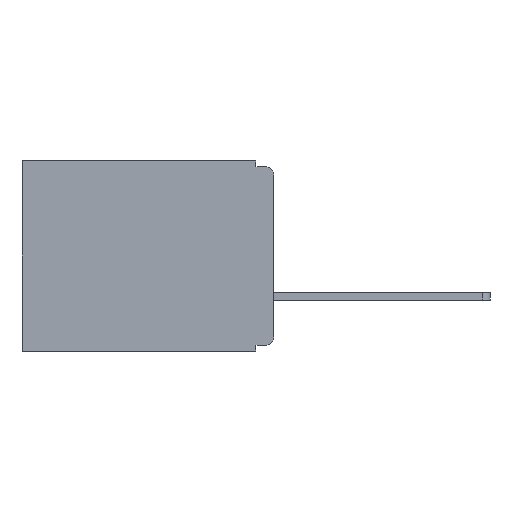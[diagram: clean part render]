
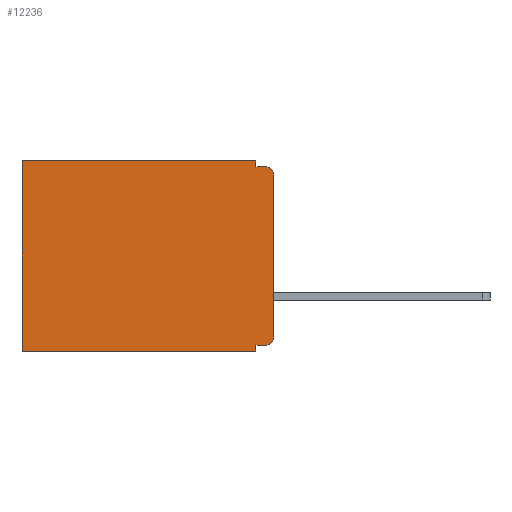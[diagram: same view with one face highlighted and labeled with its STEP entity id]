
A CAD part, left-side view. The second image highlights one B-rep face of the part: STEP entity #12236.
In plain terms, the highlighted planar face has unit normal (-1, 0, 0).
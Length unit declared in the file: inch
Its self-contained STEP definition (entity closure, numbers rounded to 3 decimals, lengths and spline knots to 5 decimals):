
#738 = EDGE_CURVE ( 'NONE', #8004, #21560, #806, .T. ) ;
#751 = VECTOR ( 'NONE', #27093, 39.37008 ) ;
#806 = LINE ( 'NONE', #24260, #20787 ) ;
#1438 = CARTESIAN_POINT ( 'NONE',  ( 0.3, 0., -0.33 ) ) ;
#2578 = VECTOR ( 'NONE', #22544, 39.37008 ) ;
#2865 = VERTEX_POINT ( 'NONE', #33486 ) ;
#3552 = EDGE_CURVE ( 'NONE', #18496, #20119, #14476, .T. ) ;
#3669 = CARTESIAN_POINT ( 'NONE',  ( 0.3, 0.437, 0. ) ) ;
#4244 = DIRECTION ( 'NONE',  ( 0., 0., -1. ) ) ;
#4408 = CARTESIAN_POINT ( 'NONE',  ( 0.3, 0., 0. ) ) ;
#4476 = DIRECTION ( 'NONE',  ( 0., 1., 0. ) ) ;
#5171 = AXIS2_PLACEMENT_3D ( 'NONE', #12531, #12577, #12526 ) ;
#5180 = EDGE_CURVE ( 'NONE', #22801, #21560, #25275, .T. ) ;
#5410 = CARTESIAN_POINT ( 'NONE',  ( 0.3, 0.031, -0.32 ) ) ;
#5568 = DIRECTION ( 'NONE',  ( 0., 1., 0. ) ) ;
#5612 = CARTESIAN_POINT ( 'NONE',  ( 0.3, 0.015, -0.025 ) ) ;
#5829 = VERTEX_POINT ( 'NONE', #29832 ) ;
#7105 = AXIS2_PLACEMENT_3D ( 'NONE', #5612, #23681, #8209 ) ;
#7321 = CARTESIAN_POINT ( 'NONE',  ( 0.3, 0., -0.01 ) ) ;
#7732 = VERTEX_POINT ( 'NONE', #5410 ) ;
#8004 = VERTEX_POINT ( 'NONE', #27046 ) ;
#8209 = DIRECTION ( 'NONE',  ( 0., 0., -1. ) ) ;
#8213 = VECTOR ( 'NONE', #17698, 39.37008 ) ;
#8671 = VECTOR ( 'NONE', #28063, 39.37008 ) ;
#9080 = CARTESIAN_POINT ( 'NONE',  ( 0.3, 0.031, 0. ) ) ;
#9578 = LINE ( 'NONE', #4408, #2578 ) ;
#9805 = LINE ( 'NONE', #17941, #29490 ) ;
#10079 = LINE ( 'NONE', #13254, #16128 ) ;
#10152 = EDGE_CURVE ( 'NONE', #5829, #22801, #9578, .T. ) ;
#10222 = CIRCLE ( 'NONE', #7105, 0.015 ) ;
#11985 = PLANE ( 'NONE',  #21741 ) ;
#12236 = ADVANCED_FACE ( 'NONE', ( #30711 ), #11985, .F. ) ;
#12526 = DIRECTION ( 'NONE',  ( 0., 0., -1. ) ) ;
#12531 = CARTESIAN_POINT ( 'NONE',  ( 0.3, 0.015, -0.305 ) ) ;
#12577 = DIRECTION ( 'NONE',  ( -1., 0., 0. ) ) ;
#12584 = CARTESIAN_POINT ( 'NONE',  ( 0.3, 0.031, -0.01 ) ) ;
#13051 = LINE ( 'NONE', #9080, #751 ) ;
#13254 = CARTESIAN_POINT ( 'NONE',  ( 0.3, 0., -0.32 ) ) ;
#14476 = CIRCLE ( 'NONE', #5171, 0.015 ) ;
#14656 = ORIENTED_EDGE ( 'NONE', *, *, #17926, .F. ) ;
#15057 = ORIENTED_EDGE ( 'NONE', *, *, #32107, .F. ) ;
#15327 = DIRECTION ( 'NONE',  ( 0., 0., -1. ) ) ;
#15509 = LINE ( 'NONE', #33069, #8671 ) ;
#16128 = VECTOR ( 'NONE', #5568, 39.37008 ) ;
#16303 = ORIENTED_EDGE ( 'NONE', *, *, #3552, .T. ) ;
#17089 = ORIENTED_EDGE ( 'NONE', *, *, #31471, .F. ) ;
#17495 = ORIENTED_EDGE ( 'NONE', *, *, #33009, .F. ) ;
#17698 = DIRECTION ( 'NONE',  ( 0., -1., 0. ) ) ;
#17926 = EDGE_CURVE ( 'NONE', #18496, #7732, #10079, .T. ) ;
#17941 = CARTESIAN_POINT ( 'NONE',  ( 0.3, 0.031, -0.33 ) ) ;
#18073 = CARTESIAN_POINT ( 'NONE',  ( 0.3, 0.015, -0.32 ) ) ;
#18330 = ORIENTED_EDGE ( 'NONE', *, *, #5180, .T. ) ;
#18496 = VERTEX_POINT ( 'NONE', #18073 ) ;
#18714 = ORIENTED_EDGE ( 'NONE', *, *, #32290, .T. ) ;
#19217 = VECTOR ( 'NONE', #23542, 39.37008 ) ;
#19767 = DIRECTION ( 'NONE',  ( 1., 0., 0. ) ) ;
#20119 = VERTEX_POINT ( 'NONE', #32200 ) ;
#20787 = VECTOR ( 'NONE', #4476, 39.37008 ) ;
#21560 = VERTEX_POINT ( 'NONE', #33107 ) ;
#21741 = AXIS2_PLACEMENT_3D ( 'NONE', #1438, #19767, #4244 ) ;
#22544 = DIRECTION ( 'NONE',  ( 0., 1., 0. ) ) ;
#22801 = VERTEX_POINT ( 'NONE', #3669 ) ;
#23542 = DIRECTION ( 'NONE',  ( 0., 0., -1. ) ) ;
#23559 = CARTESIAN_POINT ( 'NONE',  ( 0.3, 0.437, -0.33 ) ) ;
#23681 = DIRECTION ( 'NONE',  ( -1., 0., 0. ) ) ;
#24260 = CARTESIAN_POINT ( 'NONE',  ( 0.3, 0., -0.33 ) ) ;
#25207 = CARTESIAN_POINT ( 'NONE',  ( 0.3, 0., -0.025 ) ) ;
#25216 = EDGE_LOOP ( 'NONE', ( #17089, #18714, #15057, #17495, #31147, #18330, #32723, #33529, #14656, #16303 ) ) ;
#25275 = LINE ( 'NONE', #23559, #19217 ) ;
#27046 = CARTESIAN_POINT ( 'NONE',  ( 0.3, 0.031, -0.33 ) ) ;
#27093 = DIRECTION ( 'NONE',  ( 0., 0., -1. ) ) ;
#27210 = EDGE_CURVE ( 'NONE', #7732, #8004, #9805, .T. ) ;
#28063 = DIRECTION ( 'NONE',  ( 0., 0., -1. ) ) ;
#28744 = LINE ( 'NONE', #7321, #8213 ) ;
#28844 = VERTEX_POINT ( 'NONE', #25207 ) ;
#29490 = VECTOR ( 'NONE', #15327, 39.37008 ) ;
#29832 = CARTESIAN_POINT ( 'NONE',  ( 0.3, 0.031, 0. ) ) ;
#30711 = FACE_OUTER_BOUND ( 'NONE', #25216, .T. ) ;
#30828 = VERTEX_POINT ( 'NONE', #12584 ) ;
#31147 = ORIENTED_EDGE ( 'NONE', *, *, #10152, .T. ) ;
#31471 = EDGE_CURVE ( 'NONE', #28844, #20119, #15509, .T. ) ;
#32107 = EDGE_CURVE ( 'NONE', #30828, #2865, #28744, .T. ) ;
#32200 = CARTESIAN_POINT ( 'NONE',  ( 0.3, 0., -0.305 ) ) ;
#32290 = EDGE_CURVE ( 'NONE', #28844, #2865, #10222, .T. ) ;
#32723 = ORIENTED_EDGE ( 'NONE', *, *, #738, .F. ) ;
#33009 = EDGE_CURVE ( 'NONE', #5829, #30828, #13051, .T. ) ;
#33069 = CARTESIAN_POINT ( 'NONE',  ( 0.3, 0., -0.33 ) ) ;
#33107 = CARTESIAN_POINT ( 'NONE',  ( 0.3, 0.437, -0.33 ) ) ;
#33486 = CARTESIAN_POINT ( 'NONE',  ( 0.3, 0.015, -0.01 ) ) ;
#33529 = ORIENTED_EDGE ( 'NONE', *, *, #27210, .F. ) ;
